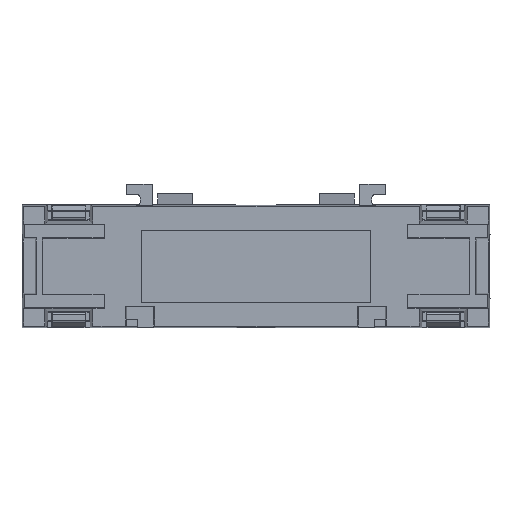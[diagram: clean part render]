
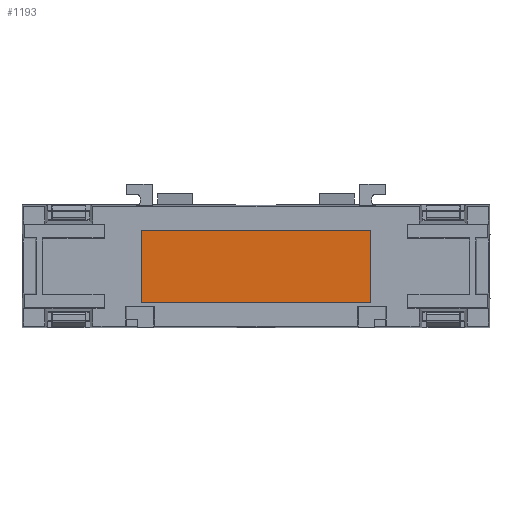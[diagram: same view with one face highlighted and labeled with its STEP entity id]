
A CAD part, front view. The second image highlights one B-rep face of the part: STEP entity #1193.
In plain terms, the highlighted planar face has unit normal (0, -1, 0).
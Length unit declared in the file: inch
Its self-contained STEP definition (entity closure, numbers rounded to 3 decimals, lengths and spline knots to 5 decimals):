
#189 = EDGE_CURVE ( 'NONE', #13327, #10276, #15874, .T. ) ;
#1081 = EDGE_LOOP ( 'NONE', ( #16551, #11290, #5085, #5495 ) ) ;
#1193 = ADVANCED_FACE ( 'Defeature ausgef�hrt1_165', ( #15151 ), #9727, .T. ) ;
#3621 = DIRECTION ( 'NONE',  ( 0., -1., 0. ) ) ;
#4969 = CARTESIAN_POINT ( 'NONE',  ( -0.53129, -0.8937, -0.16712 ) ) ;
#5085 = ORIENTED_EDGE ( 'NONE', *, *, #6012, .T. ) ;
#5187 = VECTOR ( 'NONE', #13733, 39.37008 ) ;
#5495 = ORIENTED_EDGE ( 'NONE', *, *, #14201, .T. ) ;
#5761 = DIRECTION ( 'NONE',  ( 0., 0., -1. ) ) ;
#6012 = EDGE_CURVE ( 'NONE', #12981, #14822, #13812, .T. ) ;
#7142 = CARTESIAN_POINT ( 'NONE',  ( 0.5315, -0.8937, -0.16732 ) ) ;
#7991 = CARTESIAN_POINT ( 'NONE',  ( 0.53129, -0.8937, 0.16712 ) ) ;
#8333 = AXIS2_PLACEMENT_3D ( 'NONE', #7142, #3621, #12235 ) ;
#8538 = VECTOR ( 'NONE', #5761, 39.37008 ) ;
#9482 = CARTESIAN_POINT ( 'NONE',  ( 0.53129, -0.8937, -0.16712 ) ) ;
#9625 = LINE ( 'NONE', #10720, #11450 ) ;
#9712 = DIRECTION ( 'NONE',  ( -1., 0., 0. ) ) ;
#9727 = PLANE ( 'NONE',  #8333 ) ;
#10048 = CARTESIAN_POINT ( 'NONE',  ( 0.53129, -0.8937, 0.16732 ) ) ;
#10276 = VERTEX_POINT ( 'NONE', #4969 ) ;
#10720 = CARTESIAN_POINT ( 'NONE',  ( -0.5315, -0.8937, 0.16712 ) ) ;
#10780 = CARTESIAN_POINT ( 'NONE',  ( -0.53129, -0.8937, 0.16712 ) ) ;
#11290 = ORIENTED_EDGE ( 'NONE', *, *, #12570, .T. ) ;
#11450 = VECTOR ( 'NONE', #9712, 39.37008 ) ;
#11859 = DIRECTION ( 'NONE',  ( 1., 0., 0. ) ) ;
#12097 = LINE ( 'NONE', #14433, #15488 ) ;
#12235 = DIRECTION ( 'NONE',  ( 0., 0., -1. ) ) ;
#12570 = EDGE_CURVE ( 'NONE', #10276, #12981, #12097, .T. ) ;
#12981 = VERTEX_POINT ( 'NONE', #9482 ) ;
#13285 = CARTESIAN_POINT ( 'NONE',  ( -0.53129, -0.8937, 0.16732 ) ) ;
#13327 = VERTEX_POINT ( 'NONE', #10780 ) ;
#13733 = DIRECTION ( 'NONE',  ( 0., 0., 1. ) ) ;
#13812 = LINE ( 'NONE', #10048, #5187 ) ;
#14201 = EDGE_CURVE ( 'NONE', #14822, #13327, #9625, .T. ) ;
#14433 = CARTESIAN_POINT ( 'NONE',  ( -0.5315, -0.8937, -0.16712 ) ) ;
#14822 = VERTEX_POINT ( 'NONE', #7991 ) ;
#15151 = FACE_OUTER_BOUND ( 'NONE', #1081, .T. ) ;
#15488 = VECTOR ( 'NONE', #11859, 39.37008 ) ;
#15874 = LINE ( 'NONE', #13285, #8538 ) ;
#16551 = ORIENTED_EDGE ( 'NONE', *, *, #189, .T. ) ;
